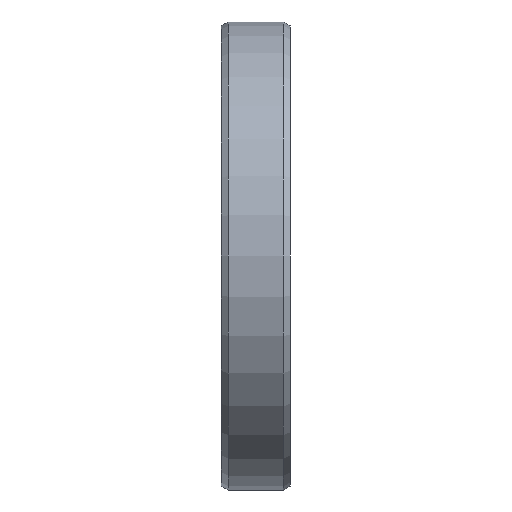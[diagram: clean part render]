
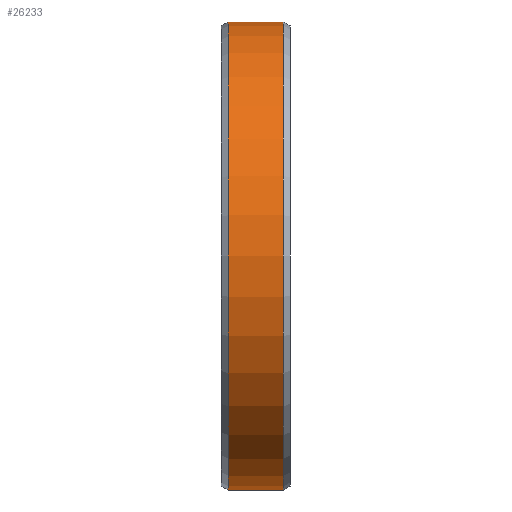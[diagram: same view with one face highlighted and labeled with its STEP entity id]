
A CAD part, left-side view. The second image highlights one B-rep face of the part: STEP entity #26233.
In plain terms, the highlighted cylindrical face has radius 34 mm (diameter 68 mm), a partial arc.
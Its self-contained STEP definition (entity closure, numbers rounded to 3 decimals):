
#25543=DIRECTION('',(0.,1.,0.));
#25544=VECTOR('',#25543,8.);
#25545=CARTESIAN_POINT('',(0.,-4.,-34.));
#25546=LINE('',#25545,#25544);
#25550=DIRECTION('',(0.,1.,0.));
#25551=VECTOR('',#25550,8.);
#25552=CARTESIAN_POINT('',(0.,-4.,34.));
#25553=LINE('',#25552,#25551);
#25557=CARTESIAN_POINT('',(0.,-4.,0.));
#25558=DIRECTION('',(0.,1.,0.));
#25559=DIRECTION('',(0.,0.,-1.));
#25560=AXIS2_PLACEMENT_3D('',#25557,#25558,#25559);
#25595=CARTESIAN_POINT('',(0.,4.,0.));
#25596=DIRECTION('',(0.,1.,0.));
#25597=DIRECTION('',(0.,0.,-1.));
#25598=AXIS2_PLACEMENT_3D('',#25595,#25596,#25597);
#25628=CARTESIAN_POINT('',(0.,-4.,-34.));
#25630=VERTEX_POINT('',#25628);
#25631=CARTESIAN_POINT('',(0.,4.,-34.));
#25632=VERTEX_POINT('',#25631);
#25660=CARTESIAN_POINT('',(0.,-4.,34.));
#25662=VERTEX_POINT('',#25660);
#25663=CARTESIAN_POINT('',(0.,4.,34.));
#25664=VERTEX_POINT('',#25663);
#26219=CARTESIAN_POINT('',(0.,35.859,0.));
#26220=DIRECTION('',(0.,-1.,0.));
#26221=DIRECTION('',(0.,0.,1.));
#26222=AXIS2_PLACEMENT_3D('',#26219,#26220,#26221);
#26223=CYLINDRICAL_SURFACE('',#26222,34.);
#26225=ORIENTED_EDGE('',*,*,#26224,.T.);
#26227=ORIENTED_EDGE('',*,*,#26226,.T.);
#26229=ORIENTED_EDGE('',*,*,#26228,.F.);
#26230=ORIENTED_EDGE('',*,*,#26205,.F.);
#26231=EDGE_LOOP('',(#26225,#26227,#26229,#26230));
#26232=FACE_OUTER_BOUND('',#26231,.F.);
#25561=CIRCLE('',#25560,34.);
#25599=CIRCLE('',#25598,34.);
#26205=EDGE_CURVE('',#25630,#25662,#25561,.T.);
#26224=EDGE_CURVE('',#25630,#25632,#25546,.T.);
#26226=EDGE_CURVE('',#25632,#25664,#25599,.T.);
#26228=EDGE_CURVE('',#25662,#25664,#25553,.T.);
#26233=ADVANCED_FACE('',(#26232),#26223,.T.);
